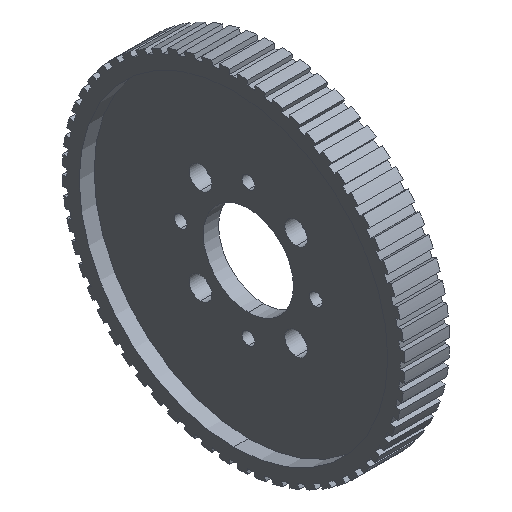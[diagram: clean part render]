
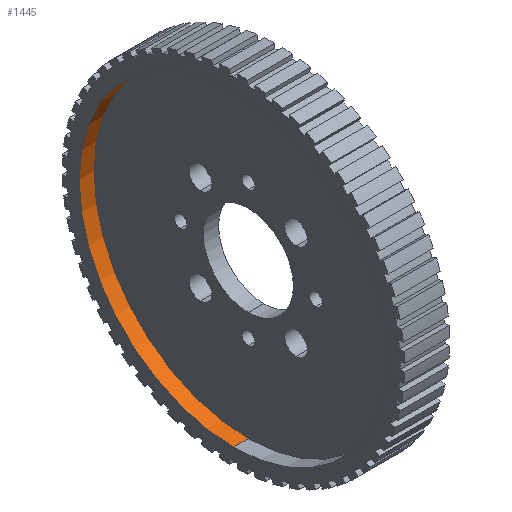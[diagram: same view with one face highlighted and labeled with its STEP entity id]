
A CAD part, isometric view. The second image highlights one B-rep face of the part: STEP entity #1445.
In plain terms, the highlighted cylindrical face has radius 43.498 mm (diameter 86.995 mm), a partial arc.
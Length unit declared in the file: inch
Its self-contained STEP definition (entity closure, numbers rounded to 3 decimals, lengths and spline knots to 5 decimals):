
#264 = DIRECTION ( 'NONE',  ( -1., 0., 0. ) ) ;
#466 = DIRECTION ( 'NONE',  ( -1., 0., 0. ) ) ;
#856 = DIRECTION ( 'NONE',  ( -1., 0., 0. ) ) ;
#1218 = DIRECTION ( 'NONE',  ( -1., 0., 0. ) ) ;
#1445 = ADVANCED_FACE ( 'NONE', ( #3844 ), #5361, .F. ) ;
#1547 = CARTESIAN_POINT ( 'NONE',  ( -0.25, 0., 1.7125 ) ) ;
#1632 = ORIENTED_EDGE ( 'NONE', *, *, #1929, .F. ) ;
#1815 = CARTESIAN_POINT ( 'NONE',  ( -0.085, 0., -1.7125 ) ) ;
#1929 = EDGE_CURVE ( 'NONE', #5002, #8139, #2900, .T. ) ;
#2458 = DIRECTION ( 'NONE',  ( 0., 0., 1. ) ) ;
#2865 = ORIENTED_EDGE ( 'NONE', *, *, #8939, .F. ) ;
#2900 = CIRCLE ( 'NONE', #4071, 1.7125 ) ;
#3062 = VERTEX_POINT ( 'NONE', #1547 ) ;
#3109 = DIRECTION ( 'NONE',  ( 0., 0., 1. ) ) ;
#3213 = ORIENTED_EDGE ( 'NONE', *, *, #3645, .T. ) ;
#3215 = VECTOR ( 'NONE', #4856, 39.37008 ) ;
#3473 = CARTESIAN_POINT ( 'NONE',  ( 0.25, 0., -1.7125 ) ) ;
#3645 = EDGE_CURVE ( 'NONE', #3062, #8538, #4097, .T. ) ;
#3844 = FACE_OUTER_BOUND ( 'NONE', #7169, .T. ) ;
#4071 = AXIS2_PLACEMENT_3D ( 'NONE', #7473, #466, #2458 ) ;
#4097 = CIRCLE ( 'NONE', #8073, 1.7125 ) ;
#4101 = ORIENTED_EDGE ( 'NONE', *, *, #7125, .T. ) ;
#4356 = AXIS2_PLACEMENT_3D ( 'NONE', #5315, #1218, #6649 ) ;
#4447 = CARTESIAN_POINT ( 'NONE',  ( -0.085, 0., 1.7125 ) ) ;
#4856 = DIRECTION ( 'NONE',  ( -1., 0., 0. ) ) ;
#4904 = LINE ( 'NONE', #3473, #3215 ) ;
#5002 = VERTEX_POINT ( 'NONE', #4447 ) ;
#5101 = LINE ( 'NONE', #8749, #7399 ) ;
#5129 = CARTESIAN_POINT ( 'NONE',  ( -0.25, 0., 0. ) ) ;
#5315 = CARTESIAN_POINT ( 'NONE',  ( 0.25, 0., 0. ) ) ;
#5344 = CARTESIAN_POINT ( 'NONE',  ( -0.25, 0., -1.7125 ) ) ;
#5361 = CYLINDRICAL_SURFACE ( 'NONE', #4356, 1.7125 ) ;
#6649 = DIRECTION ( 'NONE',  ( 0., 0., 1. ) ) ;
#7125 = EDGE_CURVE ( 'NONE', #5002, #3062, #5101, .T. ) ;
#7169 = EDGE_LOOP ( 'NONE', ( #2865, #1632, #4101, #3213 ) ) ;
#7399 = VECTOR ( 'NONE', #264, 39.37008 ) ;
#7473 = CARTESIAN_POINT ( 'NONE',  ( -0.085, 0., 0. ) ) ;
#8073 = AXIS2_PLACEMENT_3D ( 'NONE', #5129, #856, #3109 ) ;
#8139 = VERTEX_POINT ( 'NONE', #1815 ) ;
#8538 = VERTEX_POINT ( 'NONE', #5344 ) ;
#8749 = CARTESIAN_POINT ( 'NONE',  ( 0.25, 0., 1.7125 ) ) ;
#8939 = EDGE_CURVE ( 'NONE', #8139, #8538, #4904, .T. ) ;
